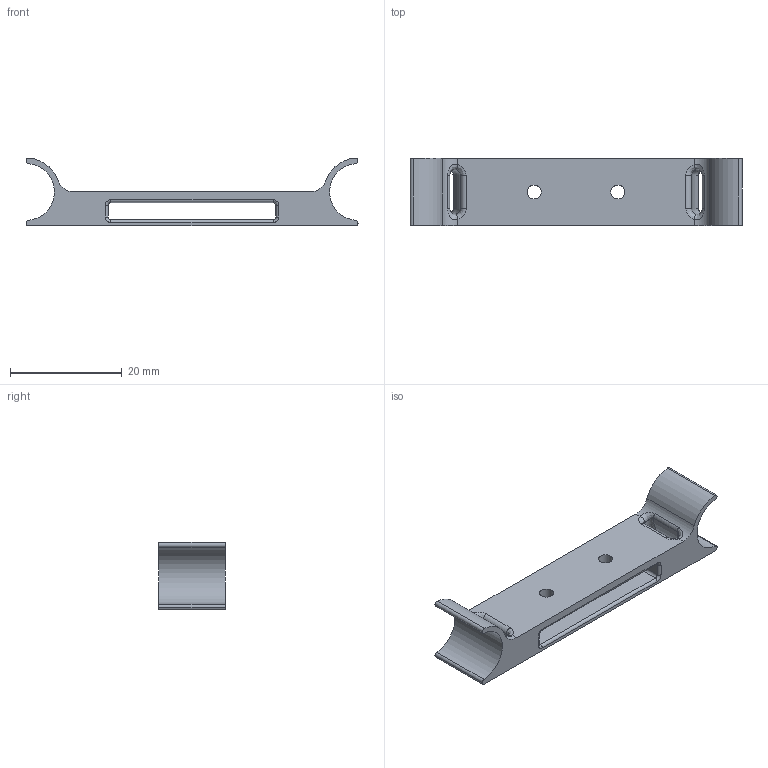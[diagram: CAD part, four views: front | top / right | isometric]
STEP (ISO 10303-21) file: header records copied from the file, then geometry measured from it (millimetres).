
FILE_DESCRIPTION(/* description */ (''),/* implementation_level */ '2;1');
FILE_NAME(/* name */ 'devFrame Cross Mount Offset.step',/* time_stamp */ '2020-01-13T19:51:46-06:00',/* author */ (''),/* organization */ (''),/* preprocessor_version */ 'ST-DEVELOPER v18',/* originating_system */ 'Autodesk Translation Framework v8.12.0.6',/* authorisation */ '');
FILE_SCHEMA (('AUTOMOTIVE_DESIGN { 1 0 10303 214 3 1 1 }'));
Length unit declared in the file: millimetre
Products named in the file (1): devFrame Cross Mount Offset
Bounding box: 59.5 x 12 x 12.18 mm (x, y, z)
Volume: 2710.6 mm3; surface area: 3313.3 mm2
Topology: 1 solids, 1 shells, 74 faces, 186 edges, 112 vertices
Faces by surface type: cylinder 40, bspline 12, torus 12, plane 10
Full cylindrical faces by diameter (mm): 2.5 x4
Entity records: 2827 total; most frequent: CARTESIAN_POINT 1009, DIRECTION 380, ORIENTED_EDGE 372, EDGE_CURVE 186, AXIS2_PLACEMENT_3D 155, VERTEX_POINT 112, CIRCLE 92, EDGE_LOOP 86
